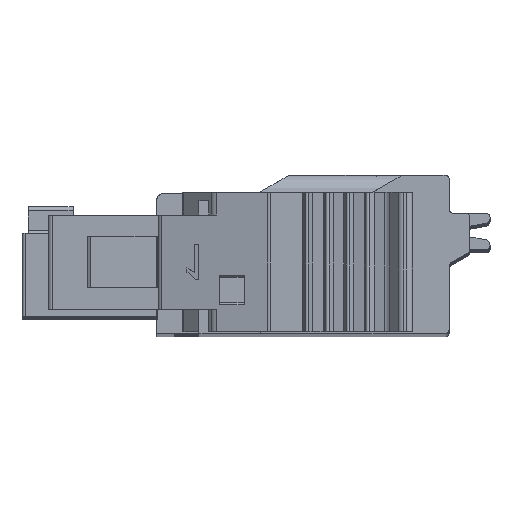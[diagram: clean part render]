
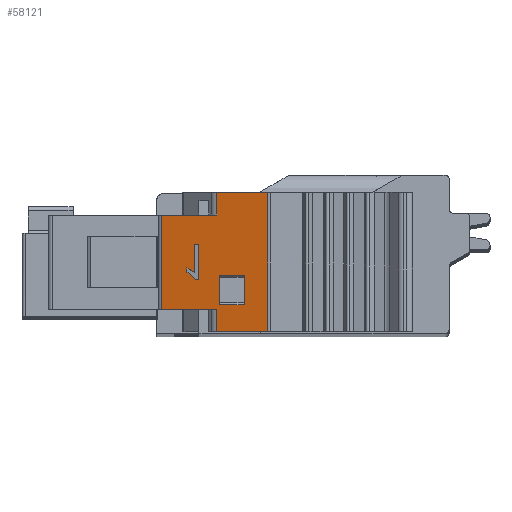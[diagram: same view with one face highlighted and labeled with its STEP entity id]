
A CAD part, top view. The second image highlights one B-rep face of the part: STEP entity #58121.
In plain terms, the highlighted planar face has unit normal (-0.225, 0, 0.974).
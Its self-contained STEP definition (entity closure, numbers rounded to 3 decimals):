
#10945=DIRECTION('',(0.974,0.,0.225));
#10946=VECTOR('',#10945,2.555);
#10947=CARTESIAN_POINT('',(22.895,16.688,95.887));
#10948=LINE('',#10947,#10946);
#11179=DIRECTION('',(0.974,0.,0.225));
#11180=VECTOR('',#11179,2.786);
#11181=CARTESIAN_POINT('',(20.181,17.788,95.261));
#11182=LINE('',#11181,#11180);
#11408=DIRECTION('',(-0.974,0.,-0.225));
#11409=VECTOR('',#11408,2.555);
#11410=CARTESIAN_POINT('',(25.385,23.488,96.462));
#11411=LINE('',#11410,#11409);
#11620=DIRECTION('',(0.,1.,0.));
#11621=VECTOR('',#11620,6.8);
#11622=CARTESIAN_POINT('',(25.385,16.688,96.462));
#11623=LINE('',#11622,#11621);
#11628=DIRECTION('',(0.,-1.,0.));
#11629=VECTOR('',#11628,1.1);
#11630=CARTESIAN_POINT('',(22.895,17.788,95.887));
#11631=LINE('',#11630,#11629);
#11632=DIRECTION('',(0.,-1.,0.));
#11633=VECTOR('',#11632,4.6);
#11634=CARTESIAN_POINT('',(20.181,22.388,95.261));
#11635=LINE('',#11634,#11633);
#11653=DIRECTION('',(-0.974,0.,-0.225));
#11654=VECTOR('',#11653,2.786);
#11655=CARTESIAN_POINT('',(22.895,22.388,95.887));
#11656=LINE('',#11655,#11654);
#11745=DIRECTION('',(0.,-1.,0.));
#11746=VECTOR('',#11745,1.1);
#11747=CARTESIAN_POINT('',(22.895,23.488,95.887));
#11748=LINE('',#11747,#11746);
#11821=DIRECTION('',(-0.974,0.,
-0.225));
#11822=VECTOR('',#11821,1.232);
#11823=CARTESIAN_POINT('',(24.226,17.988,96.195));
#11824=LINE('',#11823,#11822);
#11853=DIRECTION('',(0.,1.,0.));
#11854=VECTOR('',#11853,1.45);
#11855=CARTESIAN_POINT('',(23.026,17.988,95.918));
#11856=LINE('',#11855,#11854);
#11865=DIRECTION('',(0.974,0.,0.225));
#11866=VECTOR('',#11865,1.232);
#11867=CARTESIAN_POINT('',(23.026,19.438,95.918));
#11868=LINE('',#11867,#11866);
#11881=DIRECTION('',(0.,-1.,0.));
#11882=VECTOR('',#11881,1.45);
#11883=CARTESIAN_POINT('',(24.226,19.438,96.195));
#11884=LINE('',#11883,#11882);
#11893=DIRECTION('',(0.,-1.,0.));
#11894=VECTOR('',#11893,1.722);
#11895=CARTESIAN_POINT('',(22.002,20.938,95.681));
#11896=LINE('',#11895,#11894);
#11917=DIRECTION('',(-0.974,0.,
-0.225));
#11918=VECTOR('',#11917,0.154);
#11919=CARTESIAN_POINT('',(22.002,19.216,95.681));
#11920=LINE('',#11919,#11918);
#11932=CARTESIAN_POINT('',(21.852,19.216,95.647));
#11933=CARTESIAN_POINT('',(21.806,19.275,95.636));
#11934=CARTESIAN_POINT('',(21.713,19.382,95.614));
#11935=CARTESIAN_POINT('',(21.571,19.509,95.582));
#11936=CARTESIAN_POINT('',(21.475,19.569,95.56));
#11937=CARTESIAN_POINT('',(21.426,19.592,95.548));
#11943=DIRECTION('',(0.,1.,0.));
#11944=VECTOR('',#11943,0.205);
#11945=CARTESIAN_POINT('',(21.426,19.592,95.548));
#11946=LINE('',#11945,#11944);
#11958=CARTESIAN_POINT('',(21.426,19.797,95.548));
#11959=CARTESIAN_POINT('',(21.465,19.781,95.557));
#11960=CARTESIAN_POINT('',(21.542,19.742,95.575));
#11961=CARTESIAN_POINT('',(21.66,19.667,95.602));
#11962=CARTESIAN_POINT('',(21.739,19.608,95.62));
#11963=CARTESIAN_POINT('',(21.778,19.575,95.63));
#11969=DIRECTION('',(0.,1.,0.));
#11970=VECTOR('',#11969,1.362);
#11971=CARTESIAN_POINT('',(21.778,19.575,95.63));
#11972=LINE('',#11971,#11970);
#11981=DIRECTION('',(0.974,0.,0.225));
#11982=VECTOR('',#11981,0.23);
#11983=CARTESIAN_POINT('',(21.778,20.938,95.63));
#11984=LINE('',#11983,#11982);
#35820=CARTESIAN_POINT('',(22.895,16.688,95.887));
#35821=VERTEX_POINT('',#35820);
#35822=CARTESIAN_POINT('',(25.385,16.688,96.462));
#35823=VERTEX_POINT('',#35822);
#35932=CARTESIAN_POINT('',(20.181,17.788,95.261));
#35933=VERTEX_POINT('',#35932);
#35934=CARTESIAN_POINT('',(22.895,17.788,95.887));
#35935=VERTEX_POINT('',#35934);
#36032=CARTESIAN_POINT('',(25.385,23.488,96.462));
#36033=VERTEX_POINT('',#36032);
#36034=CARTESIAN_POINT('',(22.895,23.488,95.887));
#36035=VERTEX_POINT('',#36034);
#36061=CARTESIAN_POINT('',(20.181,22.388,95.261));
#36062=VERTEX_POINT('',#36061);
#36063=CARTESIAN_POINT('',(22.895,22.388,95.887));
#36064=VERTEX_POINT('',#36063);
#36065=CARTESIAN_POINT('',(24.226,17.988,96.195));
#36066=CARTESIAN_POINT('',(23.026,17.988,95.918));
#36067=VERTEX_POINT('',#36065);
#36068=VERTEX_POINT('',#36066);
#36069=CARTESIAN_POINT('',(24.226,19.438,96.195));
#36070=VERTEX_POINT('',#36069);
#36071=CARTESIAN_POINT('',(23.026,19.438,95.918));
#36072=VERTEX_POINT('',#36071);
#36073=CARTESIAN_POINT('',(22.002,20.938,95.681));
#36074=CARTESIAN_POINT('',(22.002,19.216,95.681));
#36075=VERTEX_POINT('',#36073);
#36076=VERTEX_POINT('',#36074);
#36077=CARTESIAN_POINT('',(21.778,20.938,95.63));
#36078=VERTEX_POINT('',#36077);
#36079=CARTESIAN_POINT('',(21.778,19.575,95.63));
#36080=VERTEX_POINT('',#36079);
#36081=VERTEX_POINT('',#11958);
#36082=CARTESIAN_POINT('',(21.426,19.592,95.548));
#36083=VERTEX_POINT('',#36082);
#36084=VERTEX_POINT('',#11932);
#58076=CARTESIAN_POINT('',(20.026,32.138,95.225));
#58077=DIRECTION('',(0.225,0.,-0.974));
#58078=DIRECTION('',(0.974,0.,0.225));
#58079=AXIS2_PLACEMENT_3D('',#58076,#58077,#58078);
#58080=PLANE('',#58079);
#58081=ORIENTED_EDGE('',*,*,#58070,.F.);
#58082=ORIENTED_EDGE('',*,*,#57340,.F.);
#58084=ORIENTED_EDGE('',*,*,#58083,.F.);
#58085=ORIENTED_EDGE('',*,*,#57490,.F.);
#58087=ORIENTED_EDGE('',*,*,#58086,.F.);
#58089=ORIENTED_EDGE('',*,*,#58088,.F.);
#58091=ORIENTED_EDGE('',*,*,#58090,.F.);
#58092=ORIENTED_EDGE('',*,*,#57755,.F.);
#58093=EDGE_LOOP('',(#58081,#58082,#58084,#58085,#58087,#58089,#58091,#58092));
#58094=FACE_OUTER_BOUND('',#58093,.F.);
#58096=ORIENTED_EDGE('',*,*,#58095,.F.);
#58098=ORIENTED_EDGE('',*,*,#58097,.F.);
#58100=ORIENTED_EDGE('',*,*,#58099,.F.);
#58102=ORIENTED_EDGE('',*,*,#58101,.F.);
#58103=EDGE_LOOP('',(#58096,#58098,#58100,#58102));
#58104=FACE_BOUND('',#58103,.F.);
#58106=ORIENTED_EDGE('',*,*,#58105,.F.);
#58108=ORIENTED_EDGE('',*,*,#58107,.F.);
#58110=ORIENTED_EDGE('',*,*,#58109,.F.);
#58112=ORIENTED_EDGE('',*,*,#58111,.F.);
#58114=ORIENTED_EDGE('',*,*,#58113,.F.);
#58116=ORIENTED_EDGE('',*,*,#58115,.F.);
#58118=ORIENTED_EDGE('',*,*,#58117,.F.);
#58119=EDGE_LOOP('',(#58106,#58108,#58110,#58112,#58114,#58116,#58118));
#58120=FACE_BOUND('',#58119,.F.);
#11938=B_SPLINE_CURVE_WITH_KNOTS('',3,(#11932,#11933,#11934,#11935,#11936,
#11937),.UNSPECIFIED.,.F.,.F.,(4,1,1,4),(0.,0.333,
0.667,1.),.UNSPECIFIED.);
#11964=B_SPLINE_CURVE_WITH_KNOTS('',3,(#11958,#11959,#11960,#11961,#11962,
#11963),.UNSPECIFIED.,.F.,.F.,(4,1,1,4),(0.,0.333,
0.667,1.),.UNSPECIFIED.);
#57340=EDGE_CURVE('',#35821,#35823,#10948,.T.);
#57490=EDGE_CURVE('',#35933,#35935,#11182,.T.);
#57755=EDGE_CURVE('',#36033,#36035,#11411,.T.);
#58070=EDGE_CURVE('',#35823,#36033,#11623,.T.);
#58083=EDGE_CURVE('',#35935,#35821,#11631,.T.);
#58086=EDGE_CURVE('',#36062,#35933,#11635,.T.);
#58088=EDGE_CURVE('',#36064,#36062,#11656,.T.);
#58090=EDGE_CURVE('',#36035,#36064,#11748,.T.);
#58095=EDGE_CURVE('',#36067,#36068,#11824,.T.);
#58097=EDGE_CURVE('',#36070,#36067,#11884,.T.);
#58099=EDGE_CURVE('',#36072,#36070,#11868,.T.);
#58101=EDGE_CURVE('',#36068,#36072,#11856,.T.);
#58105=EDGE_CURVE('',#36075,#36076,#11896,.T.);
#58107=EDGE_CURVE('',#36078,#36075,#11984,.T.);
#58109=EDGE_CURVE('',#36080,#36078,#11972,.T.);
#58111=EDGE_CURVE('',#36081,#36080,#11964,.T.);
#58113=EDGE_CURVE('',#36083,#36081,#11946,.T.);
#58115=EDGE_CURVE('',#36084,#36083,#11938,.T.);
#58117=EDGE_CURVE('',#36076,#36084,#11920,.T.);
#58121=ADVANCED_FACE('',(#58094,#58104,#58120),#58080,.F.);
